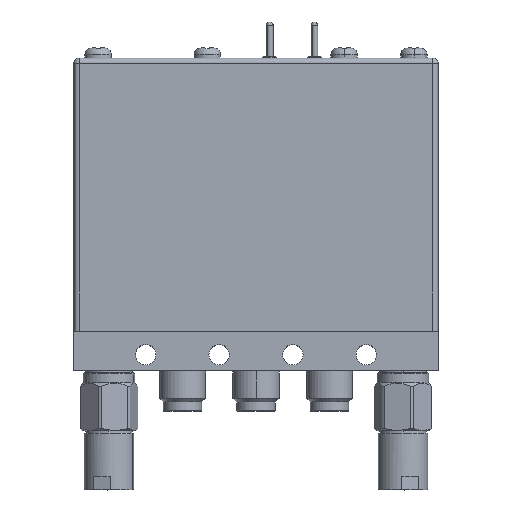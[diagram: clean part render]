
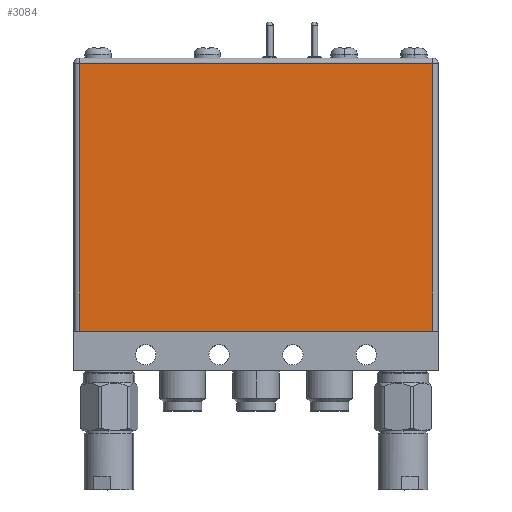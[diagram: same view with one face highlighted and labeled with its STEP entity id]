
A CAD part, top view. The second image highlights one B-rep face of the part: STEP entity #3084.
In plain terms, the highlighted planar face has unit normal (0, 0, 1).
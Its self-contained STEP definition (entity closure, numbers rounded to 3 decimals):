
#157 = CARTESIAN_POINT ( 'NONE',  ( 26.9, 46.7, 7.1 ) ) ;
#599 = VERTEX_POINT ( 'NONE', #157 ) ;
#625 = VERTEX_POINT ( 'NONE', #986 ) ;
#986 = CARTESIAN_POINT ( 'NONE',  ( -26.9, 46.7, 7.1 ) ) ;
#1733 = VERTEX_POINT ( 'NONE', #5175 ) ;
#1795 = EDGE_CURVE ( 'NONE', #625, #1733, #6114, .T. ) ;
#1871 = ORIENTED_EDGE ( 'NONE', *, *, #8831, .T. ) ;
#2104 = DIRECTION ( 'NONE',  ( 0., 0., -1. ) ) ;
#2301 = VECTOR ( 'NONE', #4855, 1000. ) ;
#2462 = AXIS2_PLACEMENT_3D ( 'NONE', #7998, #2104, #5457 ) ;
#2976 = DIRECTION ( 'NONE',  ( 1., 0., 0. ) ) ;
#3004 = VECTOR ( 'NONE', #8484, 1000. ) ;
#3084 = ADVANCED_FACE ( 'NONE', ( #9614 ), #4803, .F. ) ;
#3261 = EDGE_CURVE ( 'NONE', #5206, #599, #6488, .T. ) ;
#3420 = CARTESIAN_POINT ( 'NONE',  ( -26.9, 47.5, 7.1 ) ) ;
#3479 = LINE ( 'NONE', #7775, #3004 ) ;
#4157 = ORIENTED_EDGE ( 'NONE', *, *, #3261, .T. ) ;
#4256 = EDGE_LOOP ( 'NONE', ( #10425, #1871, #4157, #6685 ) ) ;
#4625 = EDGE_CURVE ( 'NONE', #599, #625, #3479, .T. ) ;
#4688 = CARTESIAN_POINT ( 'NONE',  ( -27.8, 6., 7.1 ) ) ;
#4744 = VECTOR ( 'NONE', #2976, 1000. ) ;
#4803 = PLANE ( 'NONE',  #2462 ) ;
#4855 = DIRECTION ( 'NONE',  ( 0., 1., 0. ) ) ;
#5175 = CARTESIAN_POINT ( 'NONE',  ( -26.9, 6., 7.1 ) ) ;
#5206 = VERTEX_POINT ( 'NONE', #9674 ) ;
#5457 = DIRECTION ( 'NONE',  ( -1., 0., 0. ) ) ;
#5637 = VECTOR ( 'NONE', #6812, 1000. ) ;
#6114 = LINE ( 'NONE', #3420, #5637 ) ;
#6488 = LINE ( 'NONE', #9938, #2301 ) ;
#6685 = ORIENTED_EDGE ( 'NONE', *, *, #4625, .T. ) ;
#6812 = DIRECTION ( 'NONE',  ( 0., -1., 0. ) ) ;
#7775 = CARTESIAN_POINT ( 'NONE',  ( 27.7, 46.7, 7.1 ) ) ;
#7998 = CARTESIAN_POINT ( 'NONE',  ( -27.8, 6., 7.1 ) ) ;
#8484 = DIRECTION ( 'NONE',  ( -1., 0., 0. ) ) ;
#8831 = EDGE_CURVE ( 'NONE', #1733, #5206, #10641, .T. ) ;
#9614 = FACE_OUTER_BOUND ( 'NONE', #4256, .T. ) ;
#9674 = CARTESIAN_POINT ( 'NONE',  ( 26.9, 6., 7.1 ) ) ;
#9938 = CARTESIAN_POINT ( 'NONE',  ( 26.9, 47.5, 7.1 ) ) ;
#10425 = ORIENTED_EDGE ( 'NONE', *, *, #1795, .T. ) ;
#10641 = LINE ( 'NONE', #4688, #4744 ) ;
